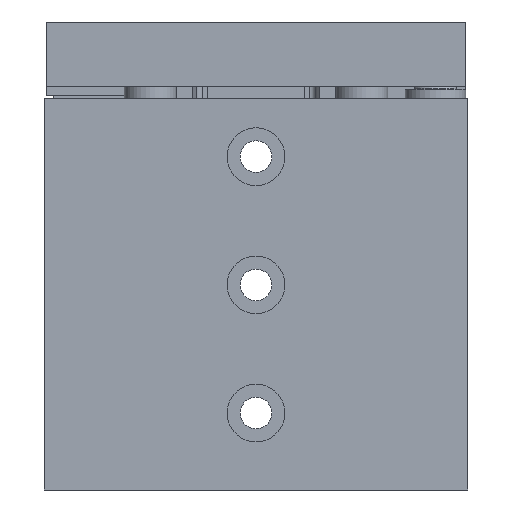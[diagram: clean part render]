
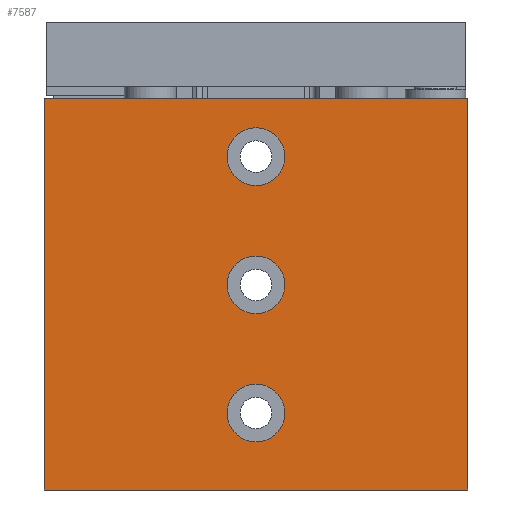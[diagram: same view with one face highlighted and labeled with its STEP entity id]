
A CAD part, front view. The second image highlights one B-rep face of the part: STEP entity #7587.
In plain terms, the highlighted planar face has unit normal (0, -1, 0).
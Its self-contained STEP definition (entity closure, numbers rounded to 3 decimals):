
#92=LINE('',#11090,#550);
#126=LINE('',#11166,#584);
#154=LINE('',#11274,#612);
#155=LINE('',#11282,#613);
#550=VECTOR('',#8912,1000.);
#584=VECTOR('',#8964,1000.);
#612=VECTOR('',#9044,1000.);
#613=VECTOR('',#9053,1000.);
#999=PLANE('',#8055);
#1310=ORIENTED_EDGE('',*,*,#3099,.F.);
#1311=ORIENTED_EDGE('',*,*,#3100,.F.);
#1312=ORIENTED_EDGE('',*,*,#3101,.F.);
#1313=ORIENTED_EDGE('',*,*,#3010,.F.);
#1314=ORIENTED_EDGE('',*,*,#3098,.F.);
#1315=ORIENTED_EDGE('',*,*,#3048,.T.);
#1316=ORIENTED_EDGE('',*,*,#3102,.T.);
#3010=EDGE_CURVE('',#3911,#3912,#92,.T.);
#3048=EDGE_CURVE('',#3945,#3944,#126,.T.);
#3098=EDGE_CURVE('',#3945,#3911,#154,.T.);
#3099=EDGE_CURVE('',#3989,#3989,#4570,.T.);
#3100=EDGE_CURVE('',#3990,#3990,#4571,.T.);
#3101=EDGE_CURVE('',#3991,#3991,#4572,.T.);
#3102=EDGE_CURVE('',#3944,#3912,#155,.T.);
#3911=VERTEX_POINT('',#11089);
#3912=VERTEX_POINT('',#11091);
#3944=VERTEX_POINT('',#11165);
#3945=VERTEX_POINT('',#11167);
#3989=VERTEX_POINT('',#11277);
#3990=VERTEX_POINT('',#11279);
#3991=VERTEX_POINT('',#11281);
#4570=CIRCLE('',#8056,4.5);
#4571=CIRCLE('',#8057,4.5);
#4572=CIRCLE('',#8058,4.5);
#4979=EDGE_LOOP('',(#1310));
#4980=EDGE_LOOP('',(#1311));
#4981=EDGE_LOOP('',(#1312));
#4982=EDGE_LOOP('',(#1313,#1314,#1315,#1316));
#5573=FACE_BOUND('',#4979,.T.);
#5574=FACE_BOUND('',#4980,.T.);
#5575=FACE_BOUND('',#4981,.T.);
#5576=FACE_BOUND('',#4982,.T.);
#7587=ADVANCED_FACE('',(#5573,#5574,#5575,#5576),#999,.T.);
#8055=AXIS2_PLACEMENT_3D('',#11275,#9045,#9046);
#8056=AXIS2_PLACEMENT_3D('',#11276,#9047,#9048);
#8057=AXIS2_PLACEMENT_3D('',#11278,#9049,#9050);
#8058=AXIS2_PLACEMENT_3D('',#11280,#9051,#9052);
#8912=DIRECTION('',(1.,0.,0.));
#8964=DIRECTION('',(1.,0.,0.));
#9044=DIRECTION('',(0.,0.,1.));
#9045=DIRECTION('',(0.,-1.,0.));
#9046=DIRECTION('',(0.,0.,-1.));
#9047=DIRECTION('',(0.,-1.,0.));
#9048=DIRECTION('',(0.,0.,-1.));
#9049=DIRECTION('',(0.,-1.,0.));
#9050=DIRECTION('',(0.,0.,-1.));
#9051=DIRECTION('',(0.,-1.,0.));
#9052=DIRECTION('',(0.,0.,-1.));
#9053=DIRECTION('',(0.,0.,1.));
#11089=CARTESIAN_POINT('',(-33.,0.,0.));
#11090=CARTESIAN_POINT('',(-33.,0.,0.));
#11091=CARTESIAN_POINT('',(33.,0.,0.));
#11165=CARTESIAN_POINT('',(33.,0.,-61.));
#11166=CARTESIAN_POINT('',(-33.,0.,-61.));
#11167=CARTESIAN_POINT('',(-33.,0.,-61.));
#11274=CARTESIAN_POINT('',(-33.,0.,-61.));
#11275=CARTESIAN_POINT('',(-33.,0.,-61.));
#11276=CARTESIAN_POINT('',(0.,0.,-29.));
#11277=CARTESIAN_POINT('',(0.,0.,-33.5));
#11278=CARTESIAN_POINT('',(0.,0.,-49.));
#11279=CARTESIAN_POINT('',(0.,0.,-53.5));
#11280=CARTESIAN_POINT('',(0.,0.,-9.));
#11281=CARTESIAN_POINT('',(0.,0.,-13.5));
#11282=CARTESIAN_POINT('',(33.,0.,-61.));
